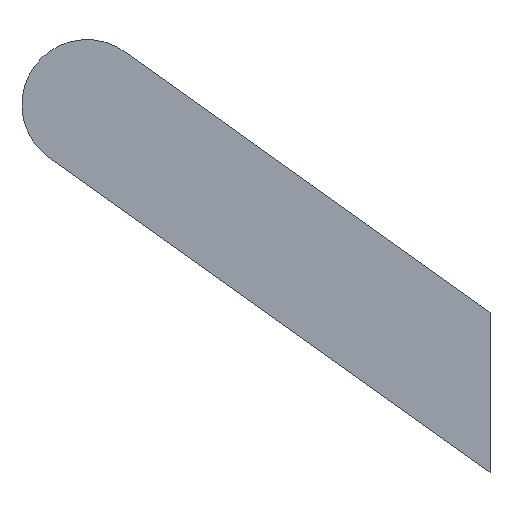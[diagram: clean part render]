
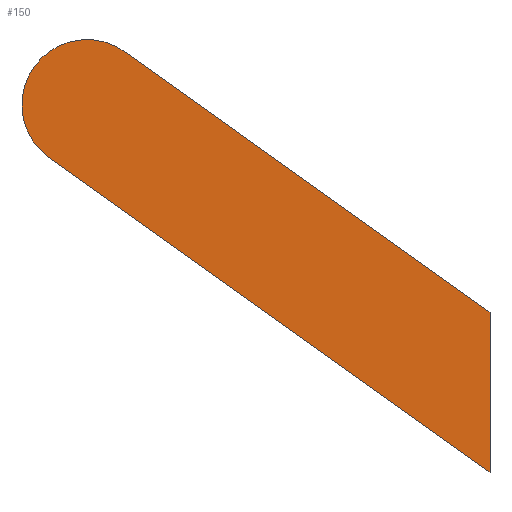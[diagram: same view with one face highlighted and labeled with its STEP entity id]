
A CAD part, top view. The second image highlights one B-rep face of the part: STEP entity #150.
In plain terms, the highlighted planar face has unit normal (0, 0, 1).
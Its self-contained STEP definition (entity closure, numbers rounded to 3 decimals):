
#34=DIRECTION('',(0.,1.,0.));
#35=VECTOR('',#34,59.);
#36=CARTESIAN_POINT('',(39.536,0.,10.));
#37=LINE('',#36,#35);
#38=DIRECTION('',(0.814,-0.581,0.));
#39=VECTOR('',#38,200.);
#40=CARTESIAN_POINT('',(-123.268,116.167,10.));
#41=LINE('',#40,#39);
#42=CARTESIAN_POINT('',(-109.117,135.554,10.));
#43=DIRECTION('',(0.,0.,1.));
#44=DIRECTION('',(0.59,0.808,0.));
#45=AXIS2_PLACEMENT_3D('',#42,#43,#44);
#47=DIRECTION('',(-0.814,0.581,0.));
#48=VECTOR('',#47,165.214);
#49=CARTESIAN_POINT('',(39.536,59.,10.));
#50=LINE('',#49,#48);
#59=CARTESIAN_POINT('',(39.536,0.,10.));
#60=CARTESIAN_POINT('',(39.536,59.,10.));
#61=VERTEX_POINT('',#59);
#62=VERTEX_POINT('',#60);
#63=CARTESIAN_POINT('',(-94.967,154.94,10.));
#64=VERTEX_POINT('',#63);
#65=CARTESIAN_POINT('',(-123.268,116.167,10.));
#66=VERTEX_POINT('',#65);
#139=CARTESIAN_POINT('',(0.,0.,10.));
#140=DIRECTION('',(0.,0.,1.));
#141=DIRECTION('',(1.,0.,0.));
#142=AXIS2_PLACEMENT_3D('',#139,#140,#141);
#143=PLANE('',#142);
#144=ORIENTED_EDGE('',*,*,#91,.F.);
#145=ORIENTED_EDGE('',*,*,#106,.F.);
#146=ORIENTED_EDGE('',*,*,#120,.F.);
#147=ORIENTED_EDGE('',*,*,#133,.F.);
#148=EDGE_LOOP('',(#144,#145,#146,#147));
#149=FACE_OUTER_BOUND('',#148,.F.);
#150=ADVANCED_FACE('',(#149),#143,.T.);
#46=CIRCLE('',#45,24.001);
#91=EDGE_CURVE('',#61,#62,#37,.T.);
#106=EDGE_CURVE('',#66,#61,#41,.T.);
#120=EDGE_CURVE('',#64,#66,#46,.T.);
#133=EDGE_CURVE('',#62,#64,#50,.T.);
